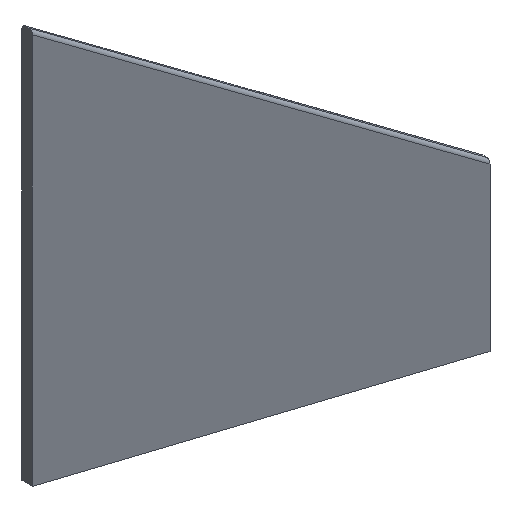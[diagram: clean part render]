
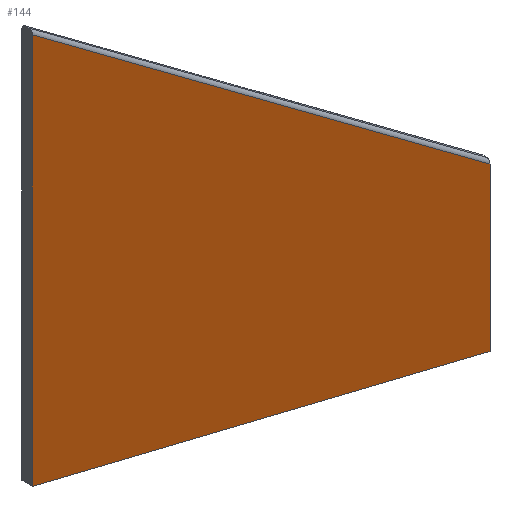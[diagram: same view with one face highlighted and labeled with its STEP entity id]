
A CAD part, isometric view. The second image highlights one B-rep face of the part: STEP entity #144.
In plain terms, the highlighted planar face has unit normal (0, -1, 0).
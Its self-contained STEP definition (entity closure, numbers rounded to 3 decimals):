
#20=PLANE('',#170);
#28=FACE_OUTER_BOUND('',#36,.T.);
#36=EDGE_LOOP('',(#131,#132,#133,#134));
#40=LINE('',#227,#54);
#45=LINE('',#238,#59);
#48=LINE('',#244,#62);
#49=LINE('',#246,#63);
#54=VECTOR('',#186,10.);
#59=VECTOR('',#197,10.);
#62=VECTOR('',#202,10.);
#63=VECTOR('',#205,10.);
#74=VERTEX_POINT('',#224);
#75=VERTEX_POINT('',#226);
#78=VERTEX_POINT('',#236);
#80=VERTEX_POINT('',#242);
#87=EDGE_CURVE('',#74,#75,#40,.T.);
#93=EDGE_CURVE('',#78,#74,#45,.T.);
#96=EDGE_CURVE('',#78,#80,#48,.T.);
#97=EDGE_CURVE('',#80,#75,#49,.T.);
#131=ORIENTED_EDGE('',*,*,#93,.F.);
#132=ORIENTED_EDGE('',*,*,#96,.T.);
#133=ORIENTED_EDGE('',*,*,#97,.T.);
#134=ORIENTED_EDGE('',*,*,#87,.F.);
#144=ADVANCED_FACE('',(#28),#20,.F.);
#170=AXIS2_PLACEMENT_3D('',#249,#209,#210);
#186=DIRECTION('',(0.,0.,-1.));
#197=DIRECTION('',(0.802,0.,-0.597));
#202=DIRECTION('',(0.,0.,-1.));
#205=DIRECTION('',(0.971,0.,-0.238));
#209=DIRECTION('center_axis',(0.,1.,0.));
#210=DIRECTION('ref_axis',(1.,0.,0.));
#224=CARTESIAN_POINT('',(139.7,0.,15.392));
#226=CARTESIAN_POINT('',(139.7,0.,-34.162));
#227=CARTESIAN_POINT('',(139.7,0.,16.638));
#236=CARTESIAN_POINT('',(0.,0.,119.403));
#238=CARTESIAN_POINT('',(40.411,0.,89.316));
#242=CARTESIAN_POINT('',(0.,0.,0.));
#244=CARTESIAN_POINT('',(0.,0.,120.65));
#246=CARTESIAN_POINT('',(0.,0.,0.));
#249=CARTESIAN_POINT('Origin',(69.85,0.,43.244));
